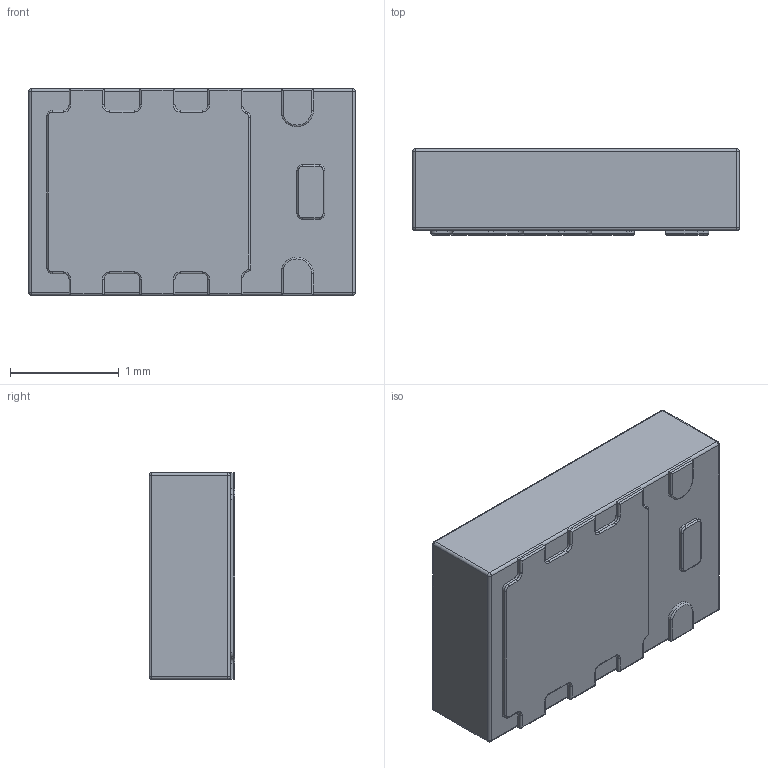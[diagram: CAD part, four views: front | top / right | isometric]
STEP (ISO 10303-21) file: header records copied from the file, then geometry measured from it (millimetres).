
FILE_DESCRIPTION (( 'STEP AP214' ), '1' );
FILE_NAME ('SI5459DU-T1-GE3.STEP', '2023-11-01T12:57:13', ( '' ), ( '' ), 'SwSTEP 2.0', 'SolidWorks 2023', '' );
FILE_SCHEMA (( 'AUTOMOTIVE_DESIGN' ));
Length unit declared in the file: millimetre
Products named in the file (1): SI5459DU-T1-GE3
Bounding box: 3 x 0.79 x 1.9 mm (x, y, z)
Volume: 4.4 mm3; surface area: 26 mm2
Topology: 5 solids, 5 shells, 155 faces, 359 edges, 206 vertices
Faces by surface type: cylinder 71, plane 52, torus 23, sphere 9
Entity records: 6048 total; most frequent: CARTESIAN_POINT 797, DIRECTION 775, ORIENTED_EDGE 698, EDGE_CURVE 349, AXIS2_PLACEMENT_3D 289, VERTEX_POINT 205, LINE 197, VECTOR 197
